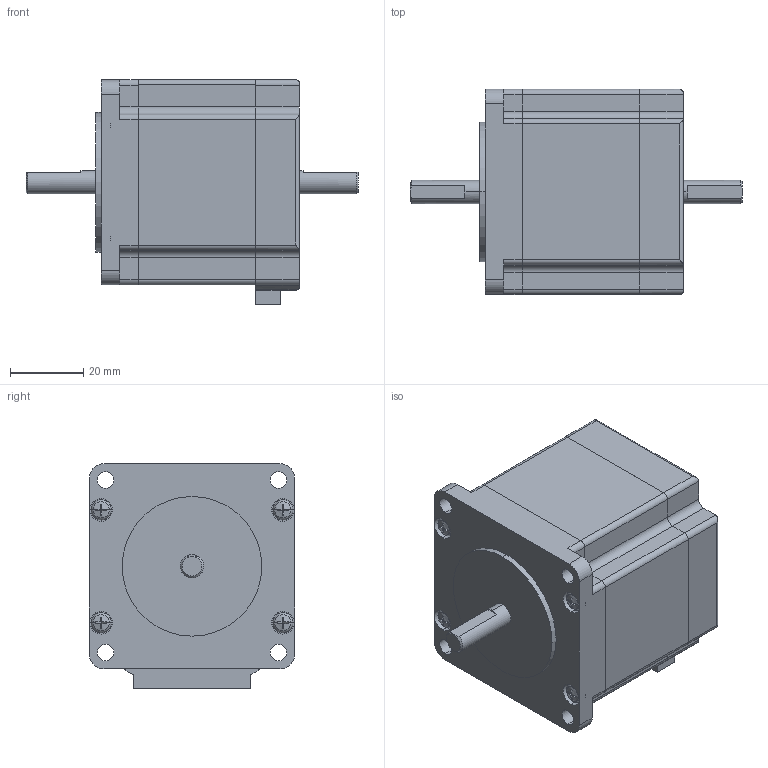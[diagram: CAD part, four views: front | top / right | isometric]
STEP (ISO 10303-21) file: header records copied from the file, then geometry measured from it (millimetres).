
FILE_DESCRIPTION(('starvars output'),'2;1');
FILE_NAME('kh56km2-.stp','11:11:00 2014/09/17',( 'Thomas Industrial Network Germany GmbH'),( 'Thomas Industrial Network Germany GmbH'),'unknown preprocess','ACIS' ,'unknown authorization');
FILE_SCHEMA(('AUTOMOTIVE_DESIGN_CC2 {UNKNOWN IMPLEMENTATION LEVEL}'));
Length unit declared in the file: millimetre
Products named in the file (1): PRODUCT_ID_18
Bounding box: 90.6 x 56 x 61.3 mm (x, y, z)
Volume: 158078.7 mm3; surface area: 19797.6 mm2
Topology: 1 solids, 1 shells, 212 faces, 549 edges, 353 vertices
Faces by surface type: plane 112, cylinder 72, cone 12, bspline 8, torus 8
Entity records: 8184 total; most frequent: CARTESIAN_POINT 1538, ORIENTED_EDGE 1098, DIRECTION 911, EDGE_CURVE 549, VERTEX_POINT 353, AXIS2_PLACEMENT_3D 310, VECTOR 291, LINE 291
